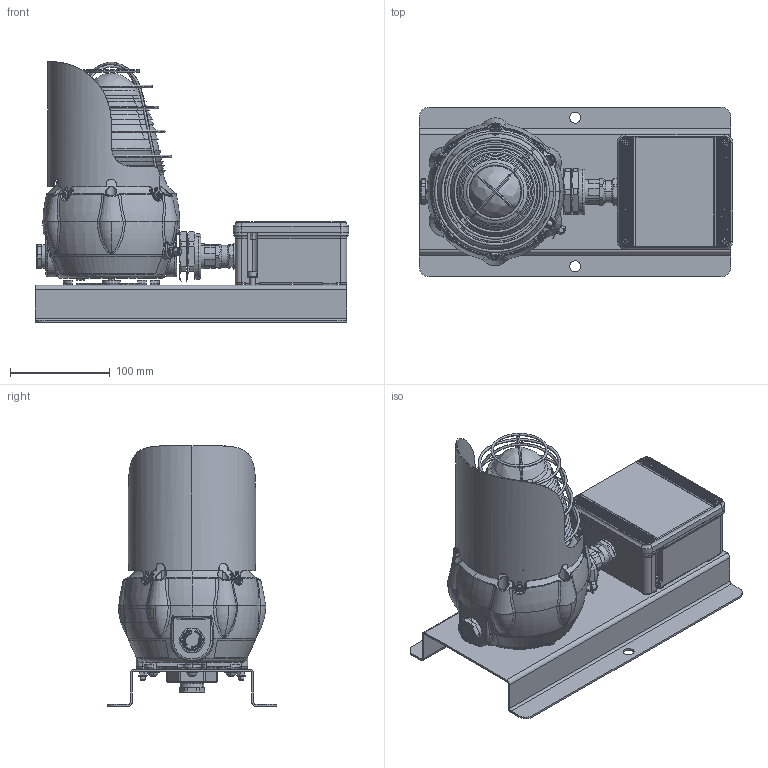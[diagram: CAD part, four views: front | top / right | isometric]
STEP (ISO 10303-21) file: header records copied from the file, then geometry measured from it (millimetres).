
FILE_DESCRIPTION (( 'STEP AP203' ), '1' );
FILE_NAME ('MEXE ohne YA90.STEP', '2017-11-20T15:42:28', ( '' ), ( '' ), 'SwSTEP 2.0', 'SolidWorks 2017', '' );
FILE_SCHEMA (( 'CONFIG_CONTROL_DESIGN' ));
Products named in the file (1): MEXE ohne YA90
Bounding box: 313.64 x 170 x 261 mm (x, y, z)
Surface area: 401729.6 mm2 (no closed solid volume)
Topology: 0 solids, 190 shells, 1329 faces, 7402 edges, 6129 vertices
Faces by surface type: plane 490, cylinder 374, torus 173, bspline 157, cone 105, sphere 30
Entity records: 106729 total; most frequent: CARTESIAN_POINT 55004, ORIENTED_EDGE 9886, DIRECTION 8841, EDGE_CURVE 7383, VERTEX_POINT 6129, VECTOR 3323, LINE 3323, AXIS2_PLACEMENT_3D 2759
